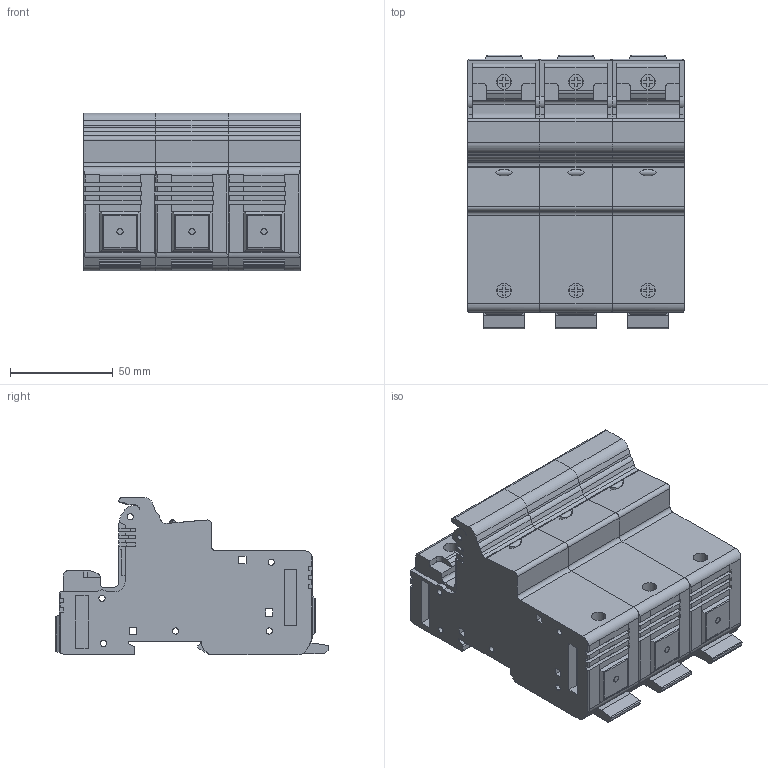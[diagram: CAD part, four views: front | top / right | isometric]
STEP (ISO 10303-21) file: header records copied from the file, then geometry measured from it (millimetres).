
FILE_DESCRIPTION (( 'STEP AP203' ), '1' );
FILE_NAME ('Ïðåäîõðàíèòåëü-ðàçúåäèíèòåëü äëÿ ÏÂÖ 3Ð 22õ58.STEP', '2018-03-30T08:08:25', ( '' ), ( '' ), 'SwSTEP 2.0', 'SolidWorks 2017', '' );
FILE_SCHEMA (( 'CONFIG_CONTROL_DESIGN' ));
Length unit declared in the file: millimetre
Products named in the file (2): Ïðåäîõðàíèòåëü-ðàçúåäèíèòåëü äëÿ ÏÂÖ 1Ð 22õ58; Ïðåäîõðàíèòåëü-ðàçúåäèíèòåëü äëÿ ÏÂÖ 3Ð 22õ58
Assembly tree (3 placements, depth 2):
  Ïðåäîõðàíèòåëü-ðàçúåäèíèòåëü äëÿ ÏÂÖ 3Ð 22õ58
    Ïðåäîõðàíèòåëü-ðàçúåäèíèòåëü äëÿ ÏÂÖ 1Ð 22õ58  x3
Bounding box: 105 x 133.01 x 76.51 mm (x, y, z)
Volume: 651951.7 mm3; surface area: 103751.1 mm2
Topology: 3 solids, 3 shells, 1059 faces, 3060 edges, 2040 vertices
Faces by surface type: plane 759, cylinder 300
Entity records: 12041 total; most frequent: CARTESIAN_POINT 2366, ORIENTED_EDGE 2040, DIRECTION 1874, EDGE_CURVE 1020, LINE 810, VECTOR 810, VERTEX_POINT 680, AXIS2_PLACEMENT_3D 532
